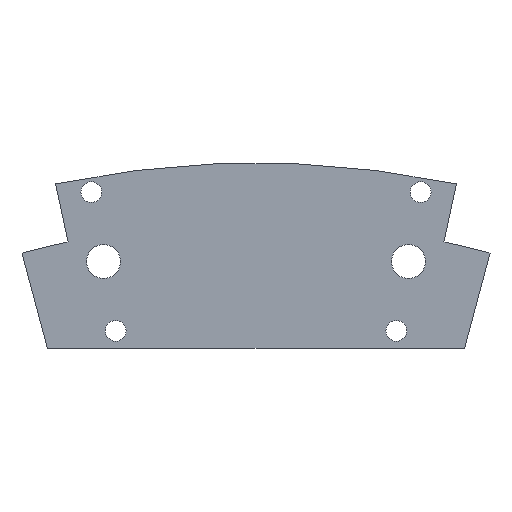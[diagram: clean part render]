
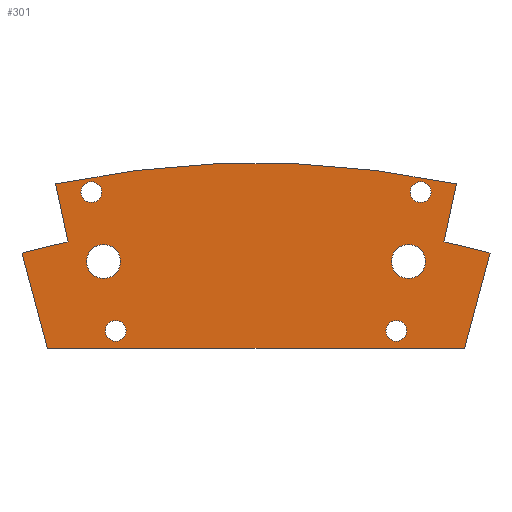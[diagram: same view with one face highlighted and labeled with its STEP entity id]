
A CAD part, top view. The second image highlights one B-rep face of the part: STEP entity #301.
In plain terms, the highlighted planar face has unit normal (0, 0, 1).
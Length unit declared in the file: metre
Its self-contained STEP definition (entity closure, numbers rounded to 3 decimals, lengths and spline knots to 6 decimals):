
#18=PLANE('',#348);
#21=LINE('',#448,#39);
#25=LINE('',#460,#43);
#28=LINE('',#466,#46);
#31=LINE('',#472,#49);
#35=LINE('',#514,#53);
#39=VECTOR('',#361,1.);
#43=VECTOR('',#373,1.);
#46=VECTOR('',#378,1.);
#49=VECTOR('',#383,1.);
#53=VECTOR('',#431,1.);
#113=ORIENTED_EDGE('',*,*,#160,.F.);
#114=ORIENTED_EDGE('',*,*,#158,.F.);
#115=ORIENTED_EDGE('',*,*,#156,.F.);
#116=ORIENTED_EDGE('',*,*,#154,.F.);
#117=ORIENTED_EDGE('',*,*,#152,.F.);
#118=ORIENTED_EDGE('',*,*,#150,.F.);
#119=ORIENTED_EDGE('',*,*,#127,.F.);
#120=ORIENTED_EDGE('',*,*,#131,.T.);
#121=ORIENTED_EDGE('',*,*,#134,.F.);
#122=ORIENTED_EDGE('',*,*,#137,.T.);
#123=ORIENTED_EDGE('',*,*,#140,.T.);
#124=ORIENTED_EDGE('',*,*,#143,.F.);
#125=ORIENTED_EDGE('',*,*,#146,.F.);
#126=ORIENTED_EDGE('',*,*,#161,.F.);
#127=EDGE_CURVE('',#163,#164,#191,.T.);
#131=EDGE_CURVE('',#163,#167,#21,.T.);
#134=EDGE_CURVE('',#169,#167,#193,.T.);
#137=EDGE_CURVE('',#169,#171,#25,.T.);
#140=EDGE_CURVE('',#171,#173,#28,.T.);
#143=EDGE_CURVE('',#175,#173,#31,.T.);
#146=EDGE_CURVE('',#177,#175,#195,.T.);
#150=EDGE_CURVE('',#180,#180,#198,.T.);
#152=EDGE_CURVE('',#182,#182,#200,.T.);
#154=EDGE_CURVE('',#184,#184,#202,.T.);
#156=EDGE_CURVE('',#186,#186,#204,.T.);
#158=EDGE_CURVE('',#188,#188,#206,.T.);
#160=EDGE_CURVE('',#190,#190,#208,.T.);
#161=EDGE_CURVE('',#164,#177,#35,.T.);
#163=VERTEX_POINT('',#440);
#164=VERTEX_POINT('',#441);
#167=VERTEX_POINT('',#449);
#169=VERTEX_POINT('',#455);
#171=VERTEX_POINT('',#461);
#173=VERTEX_POINT('',#467);
#175=VERTEX_POINT('',#473);
#177=VERTEX_POINT('',#479);
#180=VERTEX_POINT('',#487);
#182=VERTEX_POINT('',#492);
#184=VERTEX_POINT('',#497);
#186=VERTEX_POINT('',#502);
#188=VERTEX_POINT('',#507);
#190=VERTEX_POINT('',#512);
#191=CIRCLE('',#316,0.13);
#193=CIRCLE('',#320,0.122);
#195=CIRCLE('',#326,0.122);
#198=CIRCLE('',#330,0.0014);
#200=CIRCLE('',#333,0.0014);
#202=CIRCLE('',#336,0.0014);
#204=CIRCLE('',#339,0.0014);
#206=CIRCLE('',#342,0.0023);
#208=CIRCLE('',#345,0.0023);
#236=EDGE_LOOP('',(#113));
#237=EDGE_LOOP('',(#114));
#238=EDGE_LOOP('',(#115));
#239=EDGE_LOOP('',(#116));
#240=EDGE_LOOP('',(#117));
#241=EDGE_LOOP('',(#118));
#242=EDGE_LOOP('',(#119,#120,#121,#122,#123,#124,#125,#126));
#270=FACE_BOUND('',#236,.T.);
#271=FACE_BOUND('',#237,.T.);
#272=FACE_BOUND('',#238,.T.);
#273=FACE_BOUND('',#239,.T.);
#274=FACE_BOUND('',#240,.T.);
#275=FACE_BOUND('',#241,.T.);
#276=FACE_BOUND('',#242,.T.);
#301=ADVANCED_FACE('',(#270,#271,#272,#273,#274,#275,#276),#18,.T.);
#316=AXIS2_PLACEMENT_3D('',#439,#353,#354);
#320=AXIS2_PLACEMENT_3D('',#454,#366,#367);
#326=AXIS2_PLACEMENT_3D('',#478,#388,#389);
#330=AXIS2_PLACEMENT_3D('',#486,#397,#398);
#333=AXIS2_PLACEMENT_3D('',#491,#403,#404);
#336=AXIS2_PLACEMENT_3D('',#496,#409,#410);
#339=AXIS2_PLACEMENT_3D('',#501,#415,#416);
#342=AXIS2_PLACEMENT_3D('',#506,#421,#422);
#345=AXIS2_PLACEMENT_3D('',#511,#427,#428);
#348=AXIS2_PLACEMENT_3D('',#517,#435,#436);
#353=DIRECTION('',(0.,0.,-1.));
#354=DIRECTION('',(1.,0.,0.));
#361=DIRECTION('',(0.208,-0.978,0.));
#366=DIRECTION('',(0.,0.,-1.));
#367=DIRECTION('',(1.,0.,0.));
#373=DIRECTION('',(0.259,-0.966,0.));
#378=DIRECTION('',(1.,0.,0.));
#383=DIRECTION('',(-0.259,-0.966,0.));
#388=DIRECTION('',(0.,0.,-1.));
#389=DIRECTION('',(1.,0.,0.));
#397=DIRECTION('',(0.,0.,1.));
#398=DIRECTION('',(1.,0.,0.));
#403=DIRECTION('',(0.,0.,1.));
#404=DIRECTION('',(1.,0.,0.));
#409=DIRECTION('',(0.,0.,1.));
#410=DIRECTION('',(1.,0.,0.));
#415=DIRECTION('',(0.,0.,1.));
#416=DIRECTION('',(1.,0.,0.));
#421=DIRECTION('',(0.,0.,1.));
#422=DIRECTION('',(1.,0.,0.));
#427=DIRECTION('',(0.,0.,1.));
#428=DIRECTION('',(1.,0.,0.));
#431=DIRECTION('',(-0.208,-0.978,0.));
#435=DIRECTION('',(0.,0.,1.));
#436=DIRECTION('',(1.,0.,0.));
#439=CARTESIAN_POINT('',(0.,0.,0.004));
#440=CARTESIAN_POINT('',(-0.027029,0.127159,0.004));
#441=CARTESIAN_POINT('',(0.027029,0.127159,0.004));
#448=CARTESIAN_POINT('',(-0.026197,0.123247,0.004));
#449=CARTESIAN_POINT('',(-0.025365,0.119334,0.004));
#454=CARTESIAN_POINT('',(0.,0.,0.004));
#455=CARTESIAN_POINT('',(-0.031576,0.117843,0.004));
#460=CARTESIAN_POINT('',(-0.029855,0.111421,0.004));
#461=CARTESIAN_POINT('',(-0.028135,0.105,0.004));
#466=CARTESIAN_POINT('',(0.,0.105,0.004));
#467=CARTESIAN_POINT('',(0.028135,0.105,0.004));
#472=CARTESIAN_POINT('',(0.029855,0.111421,0.004));
#473=CARTESIAN_POINT('',(0.031576,0.117843,0.004));
#478=CARTESIAN_POINT('',(0.,0.,0.004));
#479=CARTESIAN_POINT('',(0.025365,0.119334,0.004));
#486=CARTESIAN_POINT('',(0.022227,0.126055,0.004));
#487=CARTESIAN_POINT('',(0.023627,0.126055,0.004));
#491=CARTESIAN_POINT('',(0.018928,0.107344,0.004));
#492=CARTESIAN_POINT('',(0.020328,0.107344,0.004));
#496=CARTESIAN_POINT('',(-0.022227,0.126055,0.004));
#497=CARTESIAN_POINT('',(-0.020827,0.126055,0.004));
#501=CARTESIAN_POINT('',(-0.018928,0.107344,0.004));
#502=CARTESIAN_POINT('',(-0.017528,0.107344,0.004));
#506=CARTESIAN_POINT('',(-0.020577,0.1167,0.004));
#507=CARTESIAN_POINT('',(-0.018277,0.1167,0.004));
#511=CARTESIAN_POINT('',(0.020577,0.1167,0.004));
#512=CARTESIAN_POINT('',(0.022877,0.1167,0.004));
#514=CARTESIAN_POINT('',(0.026197,0.123247,0.004));
#517=CARTESIAN_POINT('',(0.,0.110413,0.004));
